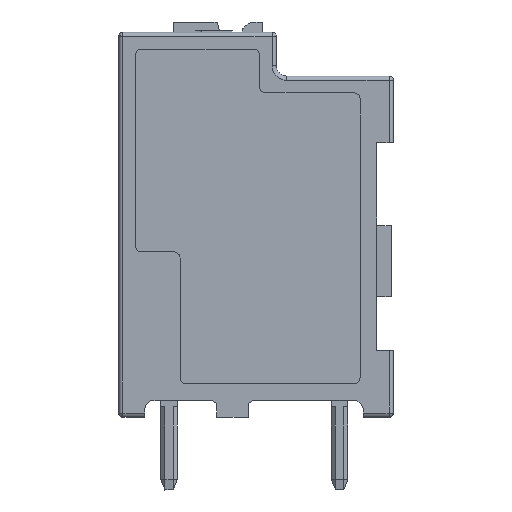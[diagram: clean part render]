
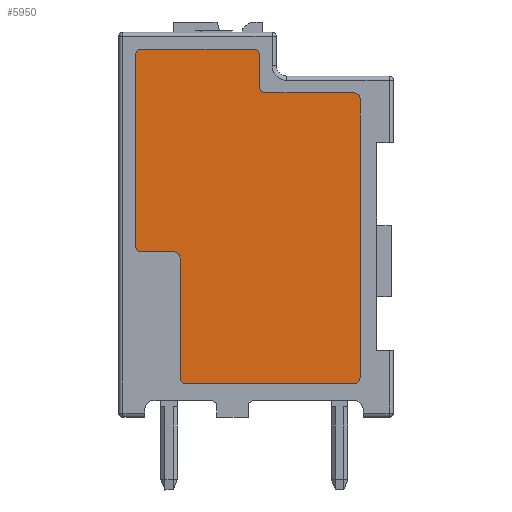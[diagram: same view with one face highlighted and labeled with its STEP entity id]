
A CAD part, left-side view. The second image highlights one B-rep face of the part: STEP entity #5950.
In plain terms, the highlighted planar face has unit normal (-1, 0, 0).
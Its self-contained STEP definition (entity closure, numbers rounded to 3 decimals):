
#78=AXIS2_PLACEMENT_3D('Circle Axis2P3D',#76,#77,$) ;
#180=AXIS2_PLACEMENT_3D('Circle Axis2P3D',#178,#179,$) ;
#260=AXIS2_PLACEMENT_3D('Circle Axis2P3D',#258,#259,$) ;
#5751=AXIS2_PLACEMENT_3D('Circle Axis2P3D',#5749,#5750,$) ;
#5799=AXIS2_PLACEMENT_3D('Circle Axis2P3D',#5797,#5798,$) ;
#5864=AXIS2_PLACEMENT_3D('Circle Axis2P3D',#5862,#5863,$) ;
#5881=AXIS2_PLACEMENT_3D('Circle Axis2P3D',#5879,#5880,$) ;
#5917=AXIS2_PLACEMENT_3D('Circle Axis2P3D',#5915,#5916,$) ;
#5930=AXIS2_PLACEMENT_3D('Plane Axis2P3D',#5927,#5928,#5929) ;
#40=CARTESIAN_POINT('Vertex',(0.8,12.4,11.75)) ;
#45=CARTESIAN_POINT('Line Origine',(0.8,12.4,16.325)) ;
#49=CARTESIAN_POINT('Vertex',(0.8,12.4,20.9)) ;
#76=CARTESIAN_POINT('Axis2P3D Location',(0.8,12.1,11.75)) ;
#80=CARTESIAN_POINT('Vertex',(0.8,12.1,11.45)) ;
#107=CARTESIAN_POINT('Line Origine',(0.8,11.325,11.45)) ;
#111=CARTESIAN_POINT('Vertex',(0.8,10.55,11.45)) ;
#138=CARTESIAN_POINT('Line Origine',(0.8,10.25,8.275)) ;
#142=CARTESIAN_POINT('Vertex',(0.8,10.25,11.15)) ;
#144=CARTESIAN_POINT('Vertex',(0.8,10.25,5.4)) ;
#178=CARTESIAN_POINT('Axis2P3D Location',(0.8,9.95,5.4)) ;
#182=CARTESIAN_POINT('Vertex',(0.8,9.95,5.1)) ;
#215=CARTESIAN_POINT('Vertex',(0.8,1.6,5.4)) ;
#229=CARTESIAN_POINT('Vertex',(0.8,1.6,18.8)) ;
#232=CARTESIAN_POINT('Line Origine',(0.8,1.6,12.1)) ;
#255=CARTESIAN_POINT('Vertex',(0.8,6.43,19.4)) ;
#258=CARTESIAN_POINT('Axis2P3D Location',(0.8,6.13,19.4)) ;
#262=CARTESIAN_POINT('Vertex',(0.8,6.13,19.1)) ;
#5749=CARTESIAN_POINT('Axis2P3D Location',(0.8,12.1,20.9)) ;
#5753=CARTESIAN_POINT('Vertex',(0.8,12.1,21.2)) ;
#5773=CARTESIAN_POINT('Line Origine',(0.8,9.415,21.2)) ;
#5777=CARTESIAN_POINT('Vertex',(0.8,6.73,21.2)) ;
#5797=CARTESIAN_POINT('Axis2P3D Location',(0.8,6.73,20.9)) ;
#5801=CARTESIAN_POINT('Vertex',(0.8,6.43,20.9)) ;
#5821=CARTESIAN_POINT('Line Origine',(0.8,6.43,20.15)) ;
#5838=CARTESIAN_POINT('Line Origine',(0.8,4.015,19.1)) ;
#5842=CARTESIAN_POINT('Vertex',(0.8,1.9,19.1)) ;
#5862=CARTESIAN_POINT('Axis2P3D Location',(0.8,1.9,18.8)) ;
#5879=CARTESIAN_POINT('Axis2P3D Location',(0.8,1.9,5.4)) ;
#5883=CARTESIAN_POINT('Vertex',(0.8,1.9,5.1)) ;
#5898=CARTESIAN_POINT('Line Origine',(0.8,5.925,5.1)) ;
#5915=CARTESIAN_POINT('Axis2P3D Location',(0.8,10.55,11.15)) ;
#5927=CARTESIAN_POINT('Axis2P3D Location',(0.8,21.33,-6.45)) ;
#46=DIRECTION('Vector Direction',(0.,0.,-1.)) ;
#77=DIRECTION('Axis2P3D Direction',(-1.,0.,0.)) ;
#108=DIRECTION('Vector Direction',(0.,-1.,0.)) ;
#139=DIRECTION('Vector Direction',(0.,0.,-1.)) ;
#179=DIRECTION('Axis2P3D Direction',(-1.,0.,0.)) ;
#233=DIRECTION('Vector Direction',(0.,0.,1.)) ;
#259=DIRECTION('Axis2P3D Direction',(1.,0.,0.)) ;
#5750=DIRECTION('Axis2P3D Direction',(1.,0.,0.)) ;
#5774=DIRECTION('Vector Direction',(0.,-1.,0.)) ;
#5798=DIRECTION('Axis2P3D Direction',(1.,0.,-0.)) ;
#5822=DIRECTION('Vector Direction',(0.,0.,-1.)) ;
#5839=DIRECTION('Vector Direction',(0.,-1.,0.)) ;
#5863=DIRECTION('Axis2P3D Direction',(1.,0.,-0.)) ;
#5880=DIRECTION('Axis2P3D Direction',(1.,0.,0.)) ;
#5899=DIRECTION('Vector Direction',(0.,1.,0.)) ;
#5916=DIRECTION('Axis2P3D Direction',(-1.,-0.,0.)) ;
#5928=DIRECTION('Axis2P3D Direction',(-1.,0.,0.)) ;
#5929=DIRECTION('Axis2P3D XDirection',(0.,-1.,0.)) ;
#47=VECTOR('Line Direction',#46,1.) ;
#109=VECTOR('Line Direction',#108,1.) ;
#140=VECTOR('Line Direction',#139,1.) ;
#234=VECTOR('Line Direction',#233,1.) ;
#5775=VECTOR('Line Direction',#5774,1.) ;
#5823=VECTOR('Line Direction',#5822,1.) ;
#5840=VECTOR('Line Direction',#5839,1.) ;
#5900=VECTOR('Line Direction',#5899,1.) ;
#5933=ORIENTED_EDGE('',*,*,#51,.T.) ;
#5934=ORIENTED_EDGE('',*,*,#82,.T.) ;
#5935=ORIENTED_EDGE('',*,*,#113,.T.) ;
#5936=ORIENTED_EDGE('',*,*,#5919,.F.) ;
#5937=ORIENTED_EDGE('',*,*,#146,.T.) ;
#5938=ORIENTED_EDGE('',*,*,#184,.T.) ;
#5939=ORIENTED_EDGE('',*,*,#5902,.F.) ;
#5940=ORIENTED_EDGE('',*,*,#5885,.F.) ;
#5941=ORIENTED_EDGE('',*,*,#236,.T.) ;
#5942=ORIENTED_EDGE('',*,*,#5866,.F.) ;
#5943=ORIENTED_EDGE('',*,*,#5844,.F.) ;
#5944=ORIENTED_EDGE('',*,*,#264,.T.) ;
#5945=ORIENTED_EDGE('',*,*,#5825,.F.) ;
#5946=ORIENTED_EDGE('',*,*,#5803,.F.) ;
#5947=ORIENTED_EDGE('',*,*,#5779,.F.) ;
#5948=ORIENTED_EDGE('',*,*,#5755,.F.) ;
#5950=ADVANCED_FACE('model',(#5949),#5931,.T.) ;
#79=CIRCLE('generated circle',#78,0.3) ;
#181=CIRCLE('generated circle',#180,0.3) ;
#261=CIRCLE('generated circle',#260,0.3) ;
#5752=CIRCLE('generated circle',#5751,0.3) ;
#5800=CIRCLE('generated circle',#5799,0.3) ;
#5865=CIRCLE('generated circle',#5864,0.3) ;
#5882=CIRCLE('generated circle',#5881,0.3) ;
#5918=CIRCLE('generated circle',#5917,0.3) ;
#51=EDGE_CURVE('',#50,#41,#48,.T.) ;
#82=EDGE_CURVE('',#41,#81,#79,.T.) ;
#113=EDGE_CURVE('',#81,#112,#110,.T.) ;
#146=EDGE_CURVE('',#143,#145,#141,.T.) ;
#184=EDGE_CURVE('',#145,#183,#181,.T.) ;
#236=EDGE_CURVE('',#216,#230,#235,.T.) ;
#264=EDGE_CURVE('',#263,#256,#261,.T.) ;
#5755=EDGE_CURVE('',#50,#5754,#5752,.T.) ;
#5779=EDGE_CURVE('',#5754,#5778,#5776,.T.) ;
#5803=EDGE_CURVE('',#5778,#5802,#5800,.T.) ;
#5825=EDGE_CURVE('',#5802,#256,#5824,.T.) ;
#5844=EDGE_CURVE('',#263,#5843,#5841,.T.) ;
#5866=EDGE_CURVE('',#5843,#230,#5865,.T.) ;
#5885=EDGE_CURVE('',#216,#5884,#5882,.T.) ;
#5902=EDGE_CURVE('',#5884,#183,#5901,.T.) ;
#5919=EDGE_CURVE('',#143,#112,#5918,.T.) ;
#5932=EDGE_LOOP('',(#5933,#5934,#5935,#5936,#5937,#5938,#5939,#5940,#5941,#5942,#5943,#5944,#5945,#5946,#5947,#5948)) ;
#5949=FACE_OUTER_BOUND('',#5932,.T.) ;
#48=LINE('Line',#45,#47) ;
#110=LINE('Line',#107,#109) ;
#141=LINE('Line',#138,#140) ;
#235=LINE('Line',#232,#234) ;
#5776=LINE('Line',#5773,#5775) ;
#5824=LINE('Line',#5821,#5823) ;
#5841=LINE('Line',#5838,#5840) ;
#5901=LINE('Line',#5898,#5900) ;
#5931=PLANE('',#5930) ;
#41=VERTEX_POINT('',#40) ;
#50=VERTEX_POINT('',#49) ;
#81=VERTEX_POINT('',#80) ;
#112=VERTEX_POINT('',#111) ;
#143=VERTEX_POINT('',#142) ;
#145=VERTEX_POINT('',#144) ;
#183=VERTEX_POINT('',#182) ;
#216=VERTEX_POINT('',#215) ;
#230=VERTEX_POINT('',#229) ;
#256=VERTEX_POINT('',#255) ;
#263=VERTEX_POINT('',#262) ;
#5754=VERTEX_POINT('',#5753) ;
#5778=VERTEX_POINT('',#5777) ;
#5802=VERTEX_POINT('',#5801) ;
#5843=VERTEX_POINT('',#5842) ;
#5884=VERTEX_POINT('',#5883) ;
